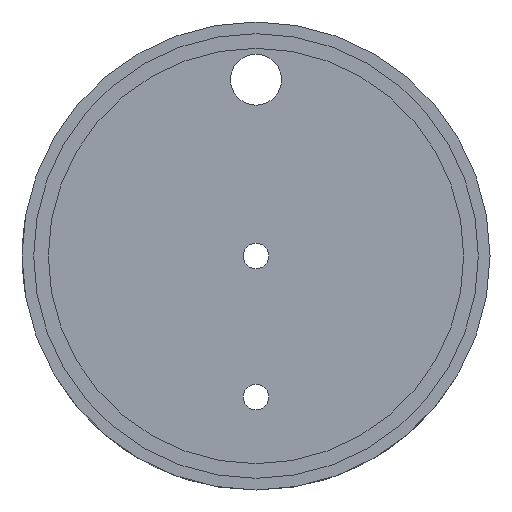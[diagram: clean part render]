
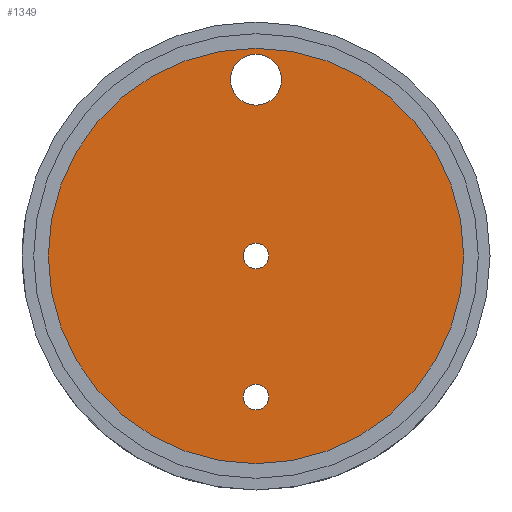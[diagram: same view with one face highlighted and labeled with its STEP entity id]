
A CAD part, front view. The second image highlights one B-rep face of the part: STEP entity #1349.
In plain terms, the highlighted planar face has unit normal (0, -1, 0).
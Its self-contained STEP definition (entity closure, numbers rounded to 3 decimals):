
#12 = EDGE_CURVE ( 'NONE', #963, #584, #1462, .T. ) ;
#39 = VERTEX_POINT ( 'NONE', #1366 ) ;
#53 = CARTESIAN_POINT ( 'NONE',  ( 0., 0., 25.75 ) ) ;
#114 = AXIS2_PLACEMENT_3D ( 'NONE', #1130, #1642, #1241 ) ;
#127 = CARTESIAN_POINT ( 'NONE',  ( 0., 0., 0. ) ) ;
#133 = VERTEX_POINT ( 'NONE', #1665 ) ;
#176 = ORIENTED_EDGE ( 'NONE', *, *, #1578, .T. ) ;
#192 = FACE_BOUND ( 'NONE', #1210, .T. ) ;
#199 = CARTESIAN_POINT ( 'NONE',  ( 0., 0., 22.5 ) ) ;
#202 = AXIS2_PLACEMENT_3D ( 'NONE', #1137, #365, #240 ) ;
#219 = ORIENTED_EDGE ( 'NONE', *, *, #1528, .T. ) ;
#232 = DIRECTION ( 'NONE',  ( 0., 0., 1. ) ) ;
#234 = CARTESIAN_POINT ( 'NONE',  ( 0., 0., 0. ) ) ;
#238 = CARTESIAN_POINT ( 'NONE',  ( 0., 0., -16.375 ) ) ;
#240 = DIRECTION ( 'NONE',  ( 0., 0., 1. ) ) ;
#274 = DIRECTION ( 'NONE',  ( 0., 1., 0. ) ) ;
#306 = ORIENTED_EDGE ( 'NONE', *, *, #1117, .F. ) ;
#348 = VERTEX_POINT ( 'NONE', #531 ) ;
#349 = DIRECTION ( 'NONE',  ( 0., 0., 1. ) ) ;
#365 = DIRECTION ( 'NONE',  ( 0., 1., 0. ) ) ;
#377 = DIRECTION ( 'NONE',  ( 0., 1., 0. ) ) ;
#408 = CIRCLE ( 'NONE', #712, 1.625 ) ;
#457 = EDGE_LOOP ( 'NONE', ( #1076, #306 ) ) ;
#462 = FACE_BOUND ( 'NONE', #1071, .T. ) ;
#479 = AXIS2_PLACEMENT_3D ( 'NONE', #701, #958, #817 ) ;
#498 = AXIS2_PLACEMENT_3D ( 'NONE', #199, #1344, #836 ) ;
#511 = DIRECTION ( 'NONE',  ( 0., 0., 1. ) ) ;
#531 = CARTESIAN_POINT ( 'NONE',  ( 0., 0., -19.625 ) ) ;
#545 = ORIENTED_EDGE ( 'NONE', *, *, #12, .T. ) ;
#546 = AXIS2_PLACEMENT_3D ( 'NONE', #127, #274, #511 ) ;
#584 = VERTEX_POINT ( 'NONE', #1243 ) ;
#615 = DIRECTION ( 'NONE',  ( 0., 1., 0. ) ) ;
#674 = DIRECTION ( 'NONE',  ( 0., 0., 1. ) ) ;
#679 = AXIS2_PLACEMENT_3D ( 'NONE', #1002, #615, #232 ) ;
#694 = FACE_OUTER_BOUND ( 'NONE', #457, .T. ) ;
#701 = CARTESIAN_POINT ( 'NONE',  ( 0., 0., 0. ) ) ;
#712 = AXIS2_PLACEMENT_3D ( 'NONE', #828, #943, #839 ) ;
#713 = EDGE_LOOP ( 'NONE', ( #1358, #1381 ) ) ;
#810 = PLANE ( 'NONE',  #479 ) ;
#815 = CIRCLE ( 'NONE', #1315, 3.25 ) ;
#817 = DIRECTION ( 'NONE',  ( 0., 0., 1. ) ) ;
#828 = CARTESIAN_POINT ( 'NONE',  ( 0., 0., -18. ) ) ;
#836 = DIRECTION ( 'NONE',  ( 0., 0., 1. ) ) ;
#839 = DIRECTION ( 'NONE',  ( 0., 0., 1. ) ) ;
#854 = CIRCLE ( 'NONE', #114, 1.625 ) ;
#943 = DIRECTION ( 'NONE',  ( 0., 1., 0. ) ) ;
#946 = CIRCLE ( 'NONE', #546, 1.625 ) ;
#958 = DIRECTION ( 'NONE',  ( 0., 1., 0. ) ) ;
#963 = VERTEX_POINT ( 'NONE', #53 ) ;
#969 = CIRCLE ( 'NONE', #679, 1.625 ) ;
#997 = EDGE_CURVE ( 'NONE', #1561, #348, #408, .T. ) ;
#1002 = CARTESIAN_POINT ( 'NONE',  ( 0., 0., -18. ) ) ;
#1018 = CARTESIAN_POINT ( 'NONE',  ( 0., 0., 22.5 ) ) ;
#1068 = CIRCLE ( 'NONE', #202, 26.5 ) ;
#1071 = EDGE_LOOP ( 'NONE', ( #545, #176 ) ) ;
#1076 = ORIENTED_EDGE ( 'NONE', *, *, #1107, .F. ) ;
#1107 = EDGE_CURVE ( 'NONE', #1322, #39, #1068, .T. ) ;
#1117 = EDGE_CURVE ( 'NONE', #39, #1322, #1577, .T. ) ;
#1130 = CARTESIAN_POINT ( 'NONE',  ( 0., 0., 0. ) ) ;
#1137 = CARTESIAN_POINT ( 'NONE',  ( 0., 0., 0. ) ) ;
#1156 = EDGE_CURVE ( 'NONE', #133, #1195, #854, .T. ) ;
#1195 = VERTEX_POINT ( 'NONE', #1634 ) ;
#1210 = EDGE_LOOP ( 'NONE', ( #219, #1264 ) ) ;
#1241 = DIRECTION ( 'NONE',  ( 0., 0., 1. ) ) ;
#1243 = CARTESIAN_POINT ( 'NONE',  ( 0., 0., 19.25 ) ) ;
#1264 = ORIENTED_EDGE ( 'NONE', *, *, #1156, .T. ) ;
#1315 = AXIS2_PLACEMENT_3D ( 'NONE', #1018, #377, #674 ) ;
#1322 = VERTEX_POINT ( 'NONE', #1470 ) ;
#1344 = DIRECTION ( 'NONE',  ( 0., 1., 0. ) ) ;
#1349 = ADVANCED_FACE ( 'NONE', ( #1605, #192, #462, #694 ), #810, .F. ) ;
#1358 = ORIENTED_EDGE ( 'NONE', *, *, #997, .T. ) ;
#1366 = CARTESIAN_POINT ( 'NONE',  ( 0., 0., -26.5 ) ) ;
#1374 = DIRECTION ( 'NONE',  ( 0., 1., 0. ) ) ;
#1381 = ORIENTED_EDGE ( 'NONE', *, *, #1455, .T. ) ;
#1443 = AXIS2_PLACEMENT_3D ( 'NONE', #234, #1374, #349 ) ;
#1455 = EDGE_CURVE ( 'NONE', #348, #1561, #969, .T. ) ;
#1462 = CIRCLE ( 'NONE', #498, 3.25 ) ;
#1470 = CARTESIAN_POINT ( 'NONE',  ( 0., 0., 26.5 ) ) ;
#1528 = EDGE_CURVE ( 'NONE', #1195, #133, #946, .T. ) ;
#1561 = VERTEX_POINT ( 'NONE', #238 ) ;
#1577 = CIRCLE ( 'NONE', #1443, 26.5 ) ;
#1578 = EDGE_CURVE ( 'NONE', #584, #963, #815, .T. ) ;
#1605 = FACE_BOUND ( 'NONE', #713, .T. ) ;
#1634 = CARTESIAN_POINT ( 'NONE',  ( 0., 0., 1.625 ) ) ;
#1642 = DIRECTION ( 'NONE',  ( 0., 1., 0. ) ) ;
#1665 = CARTESIAN_POINT ( 'NONE',  ( 0., 0., -1.625 ) ) ;
